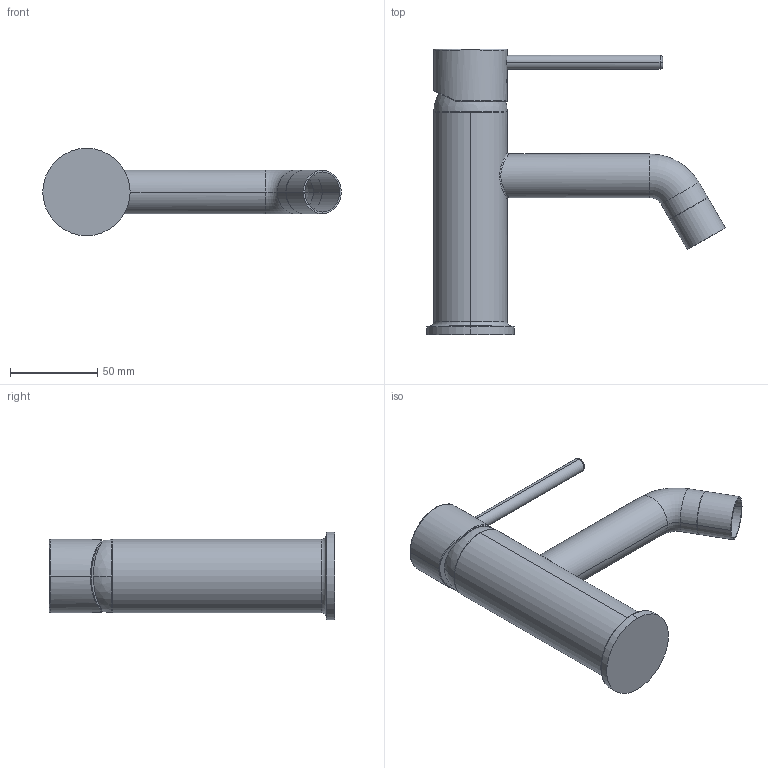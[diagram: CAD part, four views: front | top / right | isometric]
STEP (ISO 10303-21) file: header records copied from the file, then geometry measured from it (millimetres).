
FILE_DESCRIPTION (( 'STEP AP203' ), '1' );
FILE_NAME ('78PZ211LBL.STEP', '2019-12-13T10:04:01', ( '' ), ( '' ), 'SwSTEP 2.0', 'SolidWorks 2019', '' );
FILE_SCHEMA (( 'CONFIG_CONTROL_DESIGN' ));
Length unit declared in the file: millimetre
Products named in the file (1): 78PZ211LBL
Bounding box: 170.83 x 163.5 x 50 mm (x, y, z)
Volume: 243661.7 mm3; surface area: 51030.1 mm2
Topology: 4 solids, 4 shells, 161 faces, 408 edges, 264 vertices
Faces by surface type: plane 76, cylinder 35, bspline 27, torus 21, sphere 2
Entity records: 6693 total; most frequent: CARTESIAN_POINT 3020, ORIENTED_EDGE 816, DIRECTION 646, EDGE_CURVE 408, VERTEX_POINT 264, AXIS2_PLACEMENT_3D 262, EDGE_LOOP 172, ADVANCED_FACE 161
